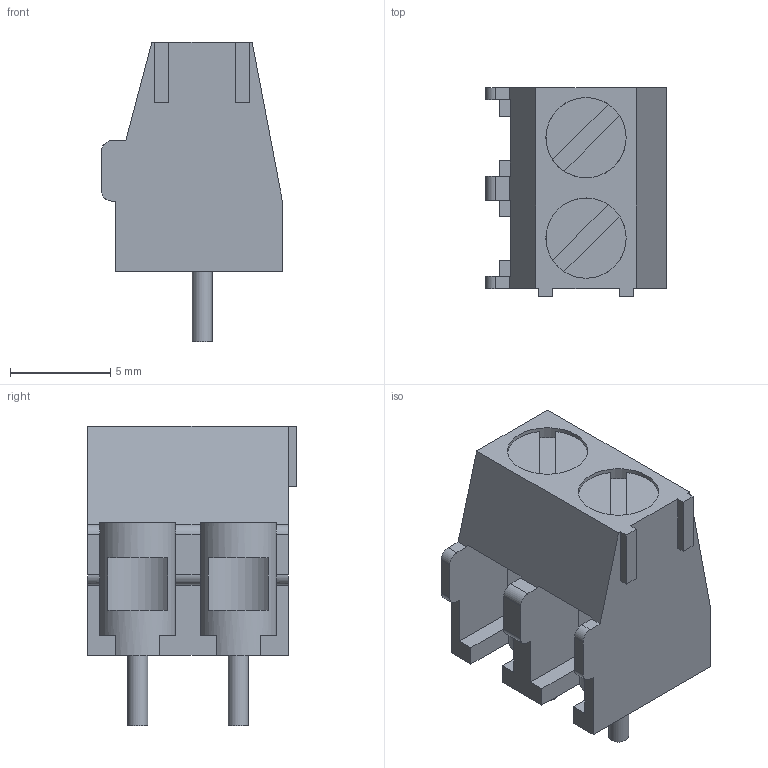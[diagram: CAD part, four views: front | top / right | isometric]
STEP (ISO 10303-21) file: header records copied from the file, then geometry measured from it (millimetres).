
FILE_DESCRIPTION(('Open CASCADE Model'),'2;1');
FILE_NAME('Open CASCADE Shape Model','2025-04-12T20:48:23',('Author'),('Open CASCADE'),'Open CASCADE STEP processor 7.7','Open CASCADE 7.7','Unknown');
FILE_SCHEMA(('AUTOMOTIVE_DESIGN { 1 0 10303 214 1 1 1 1 }'));
Length unit declared in the file: millimetre
Products named in the file (9): PHOENIX_PT_1,5/2-5,0-H; body; body_part; screw-1; screw-1_part; leg-1; leg-1_part; screw-2; leg-2
Assembly tree (10 placements, depth 3):
  PHOENIX_PT_1,5/2-5,0-H
    body
      body_part
    screw-1
      screw-1_part
    leg-1
      leg-1_part
    screw-2
      screw-1_part
    leg-2
      leg-1_part
Bounding box: 9 x 10.4 x 14.9 mm (x, y, z)
Volume: 656.9 mm3; surface area: 1191.5 mm2
Topology: 5 solids, 5 shells, 77 faces, 213 edges, 142 vertices
Faces by surface type: plane 65, cylinder 6, extrusion 6
Full cylindrical faces by diameter (mm): 1 x2, 4 x4
Entity records: 1544 total; most frequent: CARTESIAN_POINT 343, ORIENTED_EDGE 286, EDGE_CURVE 180, LINE 123, VERTEX_POINT 120, FACE_BOUND 66, EDGE_LOOP 66, ADVANCED_FACE 63
